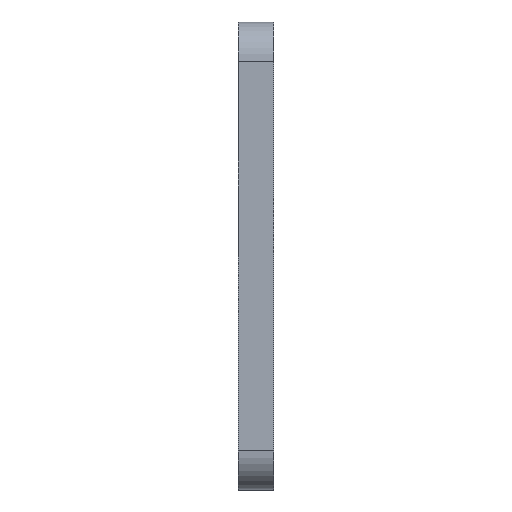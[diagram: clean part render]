
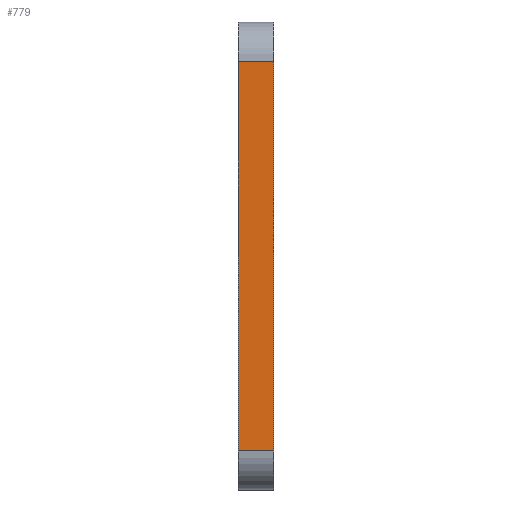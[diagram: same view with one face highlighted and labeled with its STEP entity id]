
A CAD part, left-side view. The second image highlights one B-rep face of the part: STEP entity #779.
In plain terms, the highlighted planar face has unit normal (-1, 0, 0).
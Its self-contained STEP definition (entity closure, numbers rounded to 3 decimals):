
#19 = VECTOR ( 'NONE', #1109, 1000. ) ;
#155 = CARTESIAN_POINT ( 'NONE',  ( -26.247, 28.5, 60. ) ) ;
#187 = LINE ( 'NONE', #248, #436 ) ;
#235 = DIRECTION ( 'NONE',  ( 0., 0., -1. ) ) ;
#248 = CARTESIAN_POINT ( 'NONE',  ( -26.247, 28.5, 55. ) ) ;
#267 = LINE ( 'NONE', #585, #691 ) ;
#285 = ORIENTED_EDGE ( 'NONE', *, *, #649, .T. ) ;
#358 = DIRECTION ( 'NONE',  ( 0., -1., 0. ) ) ;
#408 = ORIENTED_EDGE ( 'NONE', *, *, #439, .T. ) ;
#424 = EDGE_CURVE ( 'NONE', #703, #935, #187, .T. ) ;
#436 = VECTOR ( 'NONE', #648, 1000. ) ;
#439 = EDGE_CURVE ( 'NONE', #1092, #1187, #1006, .T. ) ;
#472 = CARTESIAN_POINT ( 'NONE',  ( -26.247, 33., 5. ) ) ;
#493 = VECTOR ( 'NONE', #358, 1000. ) ;
#585 = CARTESIAN_POINT ( 'NONE',  ( -26.247, 28.5, 60. ) ) ;
#603 = CARTESIAN_POINT ( 'NONE',  ( -26.247, 33., 60. ) ) ;
#616 = CARTESIAN_POINT ( 'NONE',  ( -26.247, 28.5, 55. ) ) ;
#627 = ORIENTED_EDGE ( 'NONE', *, *, #1209, .F. ) ;
#648 = DIRECTION ( 'NONE',  ( 0., 1., 0. ) ) ;
#649 = EDGE_CURVE ( 'NONE', #935, #1092, #1023, .T. ) ;
#650 = CARTESIAN_POINT ( 'NONE',  ( -26.247, 33., 55. ) ) ;
#651 = CARTESIAN_POINT ( 'NONE',  ( -26.247, 28.5, 5. ) ) ;
#691 = VECTOR ( 'NONE', #1096, 1000. ) ;
#703 = VERTEX_POINT ( 'NONE', #616 ) ;
#723 = EDGE_LOOP ( 'NONE', ( #285, #408, #627, #738 ) ) ;
#725 = PLANE ( 'NONE',  #873 ) ;
#738 = ORIENTED_EDGE ( 'NONE', *, *, #424, .T. ) ;
#769 = FACE_OUTER_BOUND ( 'NONE', #723, .T. ) ;
#779 = ADVANCED_FACE ( 'NONE', ( #769 ), #725, .T. ) ;
#834 = DIRECTION ( 'NONE',  ( -1., 0., 0. ) ) ;
#873 = AXIS2_PLACEMENT_3D ( 'NONE', #155, #834, #235 ) ;
#935 = VERTEX_POINT ( 'NONE', #650 ) ;
#1006 = LINE ( 'NONE', #651, #493 ) ;
#1023 = LINE ( 'NONE', #603, #19 ) ;
#1092 = VERTEX_POINT ( 'NONE', #472 ) ;
#1093 = CARTESIAN_POINT ( 'NONE',  ( -26.247, 28.5, 5. ) ) ;
#1096 = DIRECTION ( 'NONE',  ( 0., 0., -1. ) ) ;
#1109 = DIRECTION ( 'NONE',  ( 0., 0., -1. ) ) ;
#1187 = VERTEX_POINT ( 'NONE', #1093 ) ;
#1209 = EDGE_CURVE ( 'NONE', #703, #1187, #267, .T. ) ;
